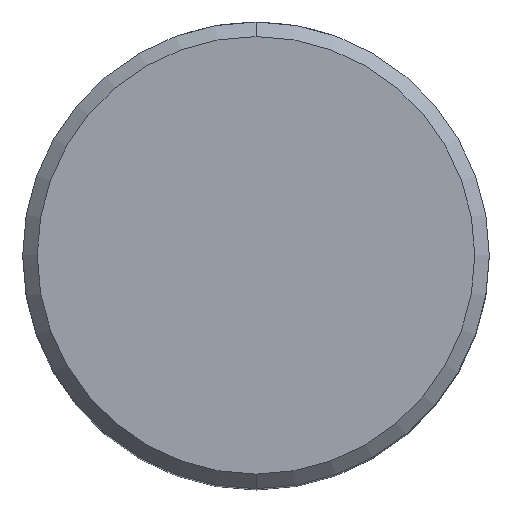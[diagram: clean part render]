
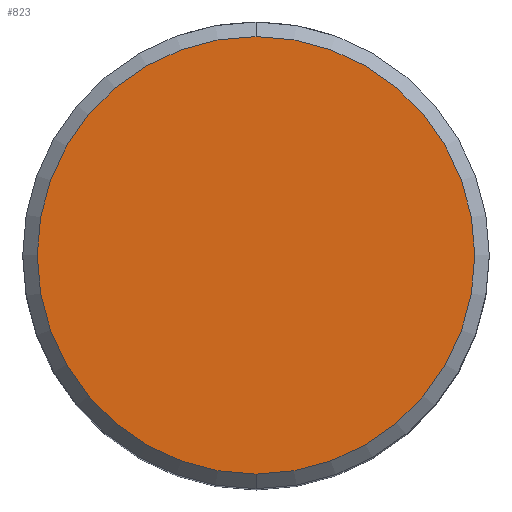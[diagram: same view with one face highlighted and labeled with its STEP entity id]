
A CAD part, top view. The second image highlights one B-rep face of the part: STEP entity #823.
In plain terms, the highlighted planar face has unit normal (0, 0, 1).
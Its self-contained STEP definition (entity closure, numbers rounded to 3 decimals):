
#457=EDGE_CURVE('',#845,#793,#1078,.T.);
#511=EDGE_CURVE('',#793,#845,#1137,.T.);
#793=VERTEX_POINT('',#1451);
#823=ADVANCED_FACE('',(#1482),#1483,.T.);
#845=VERTEX_POINT('',#1507);
#1078=CIRCLE('',#3880,15.0);
#1137=CIRCLE('',#5607,15.0);
#1451=CARTESIAN_POINT('',(0.0,15.0,0.0));
#1482=FACE_OUTER_BOUND('',#9961,.T.);
#1483=PLANE('',#9962);
#1507=CARTESIAN_POINT('',(0.,-15.0,0.0));
#3880=AXIS2_PLACEMENT_3D('',#10498,#10499,#10500);
#5607=AXIS2_PLACEMENT_3D('',#10573,#10574,#10575);
#9961=EDGE_LOOP('',(#10945,#10946));
#9962=AXIS2_PLACEMENT_3D('',#10947,#10948,#10949);
#10498=CARTESIAN_POINT('',(0.0,0.0,0.0));
#10499=DIRECTION('',(0.0,0.0,-1.0));
#10500=DIRECTION('',(0.0,1.0,0.0));
#10573=CARTESIAN_POINT('',(0.0,0.0,0.0));
#10574=DIRECTION('',(0.0,0.0,-1.0));
#10575=DIRECTION('',(0.0,1.0,0.0));
#10945=ORIENTED_EDGE('',*,*,#511,.F.);
#10946=ORIENTED_EDGE('',*,*,#457,.F.);
#10947=CARTESIAN_POINT('',(0.0,7.5,0.0));
#10948=DIRECTION('',(-0.0,0.0,1.0));
#10949=DIRECTION('',(0.0,-1.0,0.0));
